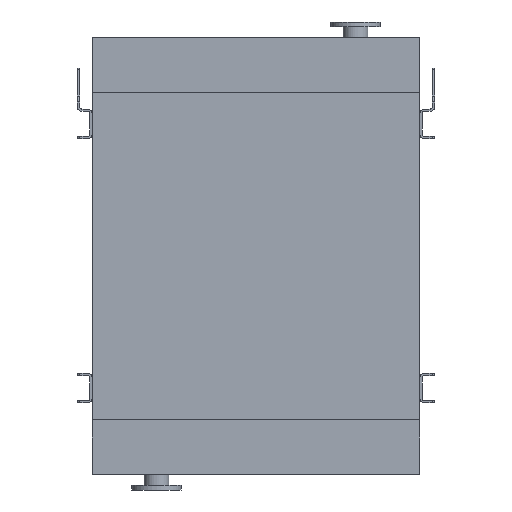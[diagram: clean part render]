
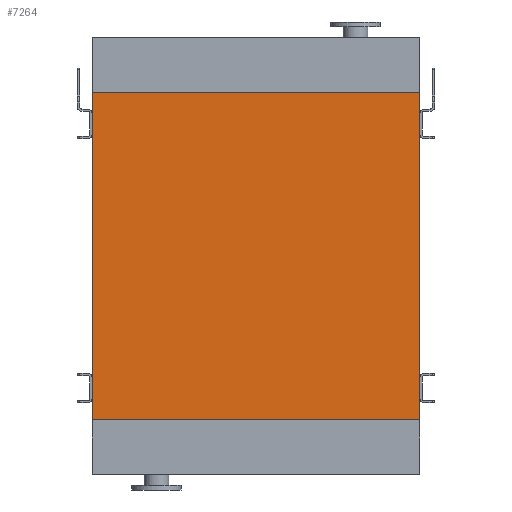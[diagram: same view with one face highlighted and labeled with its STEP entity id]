
A CAD part, front view. The second image highlights one B-rep face of the part: STEP entity #7264.
In plain terms, the highlighted planar face has unit normal (0, -1, 0).
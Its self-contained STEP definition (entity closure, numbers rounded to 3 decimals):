
#98 = LINE ( 'NONE', #8397, #9169 ) ;
#139 = CARTESIAN_POINT ( 'NONE',  ( -725., 0., -1450. ) ) ;
#841 = VERTEX_POINT ( 'NONE', #10334 ) ;
#1429 = CARTESIAN_POINT ( 'NONE',  ( 725., 0., -1450. ) ) ;
#1913 = CARTESIAN_POINT ( 'NONE',  ( -725., 0., 0. ) ) ;
#2080 = ORIENTED_EDGE ( 'NONE', *, *, #14066, .F. ) ;
#2439 = ORIENTED_EDGE ( 'NONE', *, *, #14790, .T. ) ;
#2663 = EDGE_CURVE ( 'NONE', #9597, #12913, #13713, .T. ) ;
#3587 = EDGE_LOOP ( 'NONE', ( #14557, #2080, #14462, #2439 ) ) ;
#5920 = EDGE_CURVE ( 'NONE', #841, #13268, #13996, .T. ) ;
#6254 = FACE_OUTER_BOUND ( 'NONE', #3587, .T. ) ;
#6761 = DIRECTION ( 'NONE',  ( 0., -1., 0. ) ) ;
#7019 = CARTESIAN_POINT ( 'NONE',  ( -725., 0., -1450. ) ) ;
#7264 = ADVANCED_FACE ( 'NONE', ( #6254 ), #13772, .T. ) ;
#7855 = CARTESIAN_POINT ( 'NONE',  ( -725., 0., -1450. ) ) ;
#7883 = VECTOR ( 'NONE', #9053, 1000. ) ;
#7942 = CARTESIAN_POINT ( 'NONE',  ( 725., 0., 0. ) ) ;
#8346 = DIRECTION ( 'NONE',  ( 0., 0., 1. ) ) ;
#8397 = CARTESIAN_POINT ( 'NONE',  ( 725., 0., -1450. ) ) ;
#8885 = VECTOR ( 'NONE', #8985, 1000. ) ;
#8985 = DIRECTION ( 'NONE',  ( 1., 0., 0. ) ) ;
#9053 = DIRECTION ( 'NONE',  ( 0., 0., 1. ) ) ;
#9169 = VECTOR ( 'NONE', #8346, 1000. ) ;
#9597 = VERTEX_POINT ( 'NONE', #139 ) ;
#10236 = AXIS2_PLACEMENT_3D ( 'NONE', #14931, #6761, #14986 ) ;
#10334 = CARTESIAN_POINT ( 'NONE',  ( -725., 0., 0. ) ) ;
#12913 = VERTEX_POINT ( 'NONE', #1429 ) ;
#13268 = VERTEX_POINT ( 'NONE', #7942 ) ;
#13713 = LINE ( 'NONE', #7019, #14084 ) ;
#13772 = PLANE ( 'NONE',  #10236 ) ;
#13996 = LINE ( 'NONE', #1913, #8885 ) ;
#14066 = EDGE_CURVE ( 'NONE', #9597, #841, #14490, .T. ) ;
#14084 = VECTOR ( 'NONE', #15253, 1000. ) ;
#14462 = ORIENTED_EDGE ( 'NONE', *, *, #2663, .T. ) ;
#14490 = LINE ( 'NONE', #7855, #7883 ) ;
#14557 = ORIENTED_EDGE ( 'NONE', *, *, #5920, .F. ) ;
#14790 = EDGE_CURVE ( 'NONE', #12913, #13268, #98, .T. ) ;
#14931 = CARTESIAN_POINT ( 'NONE',  ( -725., 0., -1450. ) ) ;
#14986 = DIRECTION ( 'NONE',  ( 0., 0., -1. ) ) ;
#15253 = DIRECTION ( 'NONE',  ( 1., 0., 0. ) ) ;
